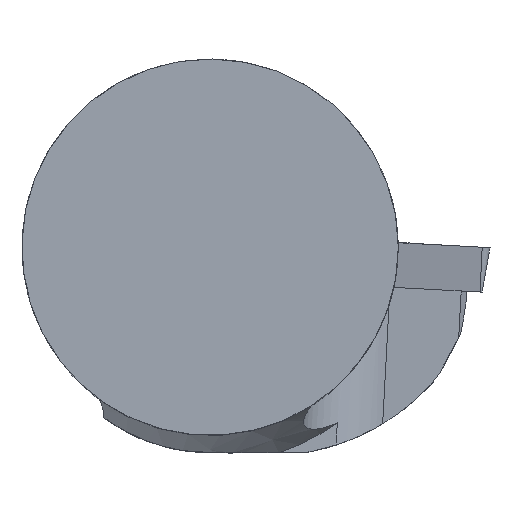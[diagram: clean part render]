
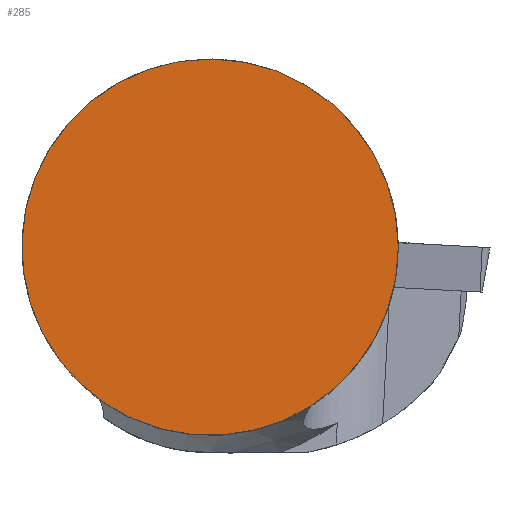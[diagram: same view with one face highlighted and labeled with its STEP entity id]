
A CAD part, top view. The second image highlights one B-rep face of the part: STEP entity #285.
In plain terms, the highlighted planar face has unit normal (0, 0, 1).
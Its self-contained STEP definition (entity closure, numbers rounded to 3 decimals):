
#127=PLANE('',#976);
#157=FACE_OUTER_BOUND('',#380,.T.);
#285=ADVANCED_FACE('',(#157),#127,.T.);
#380=EDGE_LOOP('',(#593));
#418=CIRCLE('',#918,10.);
#593=ORIENTED_EDGE('',*,*,#732,.F.);
#658=VERTEX_POINT('',#1292);
#732=EDGE_CURVE('',#658,#658,#418,.T.);
#918=AXIS2_PLACEMENT_3D('',#1291,#1024,#1025);
#976=AXIS2_PLACEMENT_3D('',#1624,#1168,#1169);
#1024=DIRECTION('',(0.,0.,-1.));
#1025=DIRECTION('',(1.,0.,0.));
#1168=DIRECTION('',(0.,0.,1.));
#1169=DIRECTION('',(1.,0.,0.));
#1291=CARTESIAN_POINT('',(0.,0.,0.));
#1292=CARTESIAN_POINT('',(10.,0.,0.));
#1624=CARTESIAN_POINT('',(0.,0.,0.));
